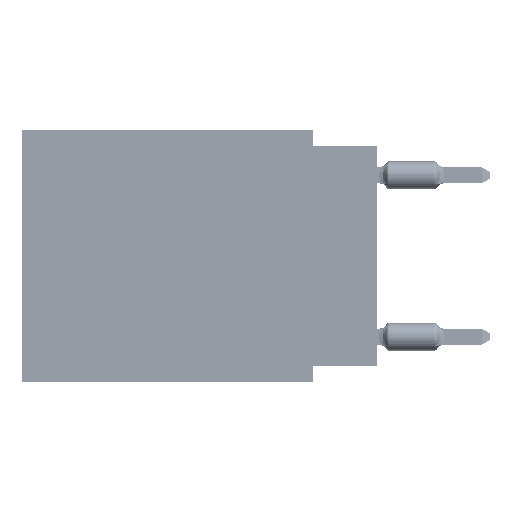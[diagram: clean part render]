
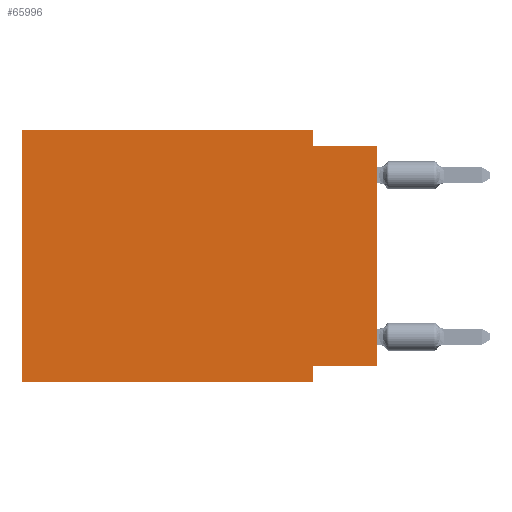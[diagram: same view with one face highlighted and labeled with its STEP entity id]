
A CAD part, left-side view. The second image highlights one B-rep face of the part: STEP entity #65996.
In plain terms, the highlighted planar face has unit normal (-1, 0, 0).
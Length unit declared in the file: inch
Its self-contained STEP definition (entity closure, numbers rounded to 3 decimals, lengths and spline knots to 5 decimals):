
#1907 = DIRECTION ( 'NONE',  ( 0., -1., 0. ) ) ;
#3306 = VECTOR ( 'NONE', #1907, 39.37008 ) ;
#4004 = ORIENTED_EDGE ( 'NONE', *, *, #30241, .F. ) ;
#5821 = EDGE_CURVE ( 'NONE', #12127, #27170, #67465, .T. ) ;
#6743 = VECTOR ( 'NONE', #68114, 39.37008 ) ;
#7951 = ORIENTED_EDGE ( 'NONE', *, *, #64824, .F. ) ;
#8877 = CARTESIAN_POINT ( 'NONE',  ( 0., 0.55, -0.39 ) ) ;
#10956 = CARTESIAN_POINT ( 'NONE',  ( 0., 0., -0.365 ) ) ;
#11134 = DIRECTION ( 'NONE',  ( 0., 0., -1. ) ) ;
#11489 = CARTESIAN_POINT ( 'NONE',  ( 0., 0.1, -0.39 ) ) ;
#12127 = VERTEX_POINT ( 'NONE', #8877 ) ;
#12157 = EDGE_CURVE ( 'NONE', #68511, #43815, #69073, .T. ) ;
#12887 = VERTEX_POINT ( 'NONE', #10956 ) ;
#15103 = ORIENTED_EDGE ( 'NONE', *, *, #64779, .F. ) ;
#15915 = LINE ( 'NONE', #27303, #25929 ) ;
#17613 = CARTESIAN_POINT ( 'NONE',  ( 0., 0.55, 0. ) ) ;
#18669 = PLANE ( 'NONE',  #67858 ) ;
#20568 = VERTEX_POINT ( 'NONE', #55360 ) ;
#21012 = CARTESIAN_POINT ( 'NONE',  ( 0., 0., -0.365 ) ) ;
#22003 = CARTESIAN_POINT ( 'NONE',  ( 0., 0.1, -0.025 ) ) ;
#23005 = DIRECTION ( 'NONE',  ( 0., -1., 0. ) ) ;
#25929 = VECTOR ( 'NONE', #23005, 39.37008 ) ;
#26706 = ORIENTED_EDGE ( 'NONE', *, *, #28159, .F. ) ;
#27170 = VERTEX_POINT ( 'NONE', #62190 ) ;
#27303 = CARTESIAN_POINT ( 'NONE',  ( 0., 0., -0.025 ) ) ;
#28159 = EDGE_CURVE ( 'NONE', #43815, #57759, #32288, .T. ) ;
#28178 = EDGE_LOOP ( 'NONE', ( #30999, #34882, #26706, #38545, #7951, #57688, #4004, #15103 ) ) ;
#30241 = EDGE_CURVE ( 'NONE', #64567, #27170, #39837, .T. ) ;
#30999 = ORIENTED_EDGE ( 'NONE', *, *, #52702, .T. ) ;
#31005 = DIRECTION ( 'NONE',  ( 0., 1., 0. ) ) ;
#31986 = CARTESIAN_POINT ( 'NONE',  ( 0., 0.55, 0. ) ) ;
#32288 = LINE ( 'NONE', #37631, #48975 ) ;
#33000 = DIRECTION ( 'NONE',  ( 0., 0., -1. ) ) ;
#34882 = ORIENTED_EDGE ( 'NONE', *, *, #34920, .F. ) ;
#34920 = EDGE_CURVE ( 'NONE', #57759, #20568, #15915, .T. ) ;
#35880 = VECTOR ( 'NONE', #31005, 39.37008 ) ;
#37400 = DIRECTION ( 'NONE',  ( 0., 0., 1. ) ) ;
#37631 = CARTESIAN_POINT ( 'NONE',  ( 0., 0.1, 0. ) ) ;
#38545 = ORIENTED_EDGE ( 'NONE', *, *, #12157, .F. ) ;
#39335 = DIRECTION ( 'NONE',  ( 1., 0., 0. ) ) ;
#39837 = LINE ( 'NONE', #11489, #45740 ) ;
#40306 = LINE ( 'NONE', #52776, #6743 ) ;
#41053 = CARTESIAN_POINT ( 'NONE',  ( 0., 0.55, -0.39 ) ) ;
#42056 = LINE ( 'NONE', #58128, #54142 ) ;
#42749 = LINE ( 'NONE', #21012, #35880 ) ;
#43815 = VERTEX_POINT ( 'NONE', #51671 ) ;
#45740 = VECTOR ( 'NONE', #11134, 39.37008 ) ;
#48975 = VECTOR ( 'NONE', #33000, 39.37008 ) ;
#50262 = VECTOR ( 'NONE', #64783, 39.37008 ) ;
#51671 = CARTESIAN_POINT ( 'NONE',  ( 0., 0.1, 0. ) ) ;
#52702 = EDGE_CURVE ( 'NONE', #12887, #20568, #40306, .T. ) ;
#52776 = CARTESIAN_POINT ( 'NONE',  ( 0., 0., 0. ) ) ;
#54142 = VECTOR ( 'NONE', #37400, 39.37008 ) ;
#55360 = CARTESIAN_POINT ( 'NONE',  ( 0., 0., -0.025 ) ) ;
#56449 = DIRECTION ( 'NONE',  ( 0., 0., -1. ) ) ;
#57688 = ORIENTED_EDGE ( 'NONE', *, *, #5821, .T. ) ;
#57759 = VERTEX_POINT ( 'NONE', #22003 ) ;
#58128 = CARTESIAN_POINT ( 'NONE',  ( 0., 0.55, 0. ) ) ;
#60750 = FACE_OUTER_BOUND ( 'NONE', #28178, .T. ) ;
#62190 = CARTESIAN_POINT ( 'NONE',  ( 0., 0.1, -0.39 ) ) ;
#64567 = VERTEX_POINT ( 'NONE', #66365 ) ;
#64779 = EDGE_CURVE ( 'NONE', #12887, #64567, #42749, .T. ) ;
#64783 = DIRECTION ( 'NONE',  ( 0., -1., 0. ) ) ;
#64824 = EDGE_CURVE ( 'NONE', #12127, #68511, #42056, .T. ) ;
#65996 = ADVANCED_FACE ( 'NONE', ( #60750 ), #18669, .F. ) ;
#66365 = CARTESIAN_POINT ( 'NONE',  ( 0., 0.1, -0.365 ) ) ;
#67465 = LINE ( 'NONE', #41053, #3306 ) ;
#67858 = AXIS2_PLACEMENT_3D ( 'NONE', #17613, #39335, #56449 ) ;
#68114 = DIRECTION ( 'NONE',  ( 0., 0., 1. ) ) ;
#68511 = VERTEX_POINT ( 'NONE', #69016 ) ;
#69016 = CARTESIAN_POINT ( 'NONE',  ( 0., 0.55, 0. ) ) ;
#69073 = LINE ( 'NONE', #31986, #50262 ) ;
